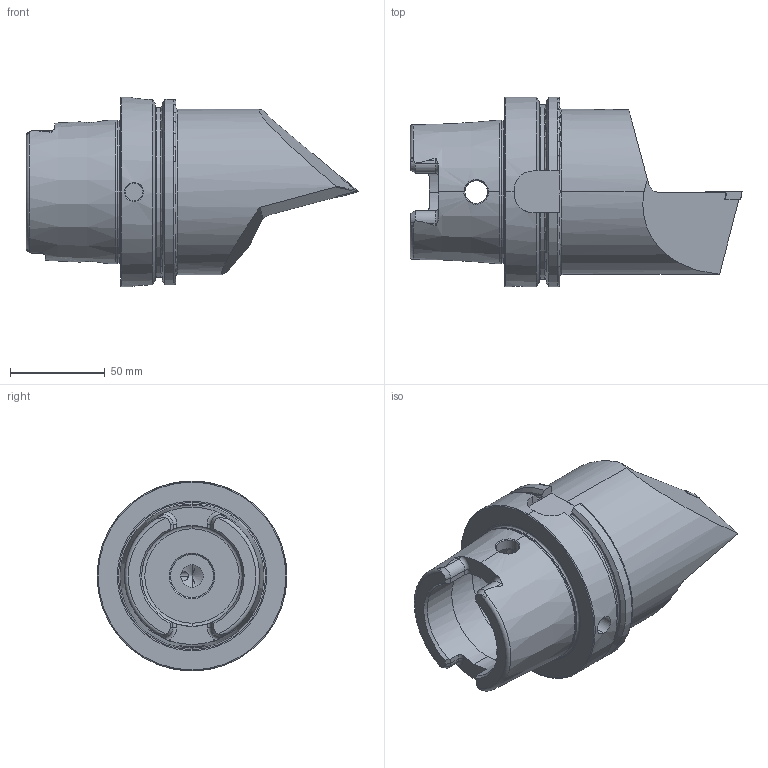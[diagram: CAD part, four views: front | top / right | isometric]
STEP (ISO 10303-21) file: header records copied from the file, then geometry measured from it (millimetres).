
FILE_DESCRIPTION (( 'STEP AP214' ), '1' );
FILE_NAME ('HA0.KDB.NXA.125.STEP', '2024-04-02T11:43:02', ( '' ), ( '' ), 'SwSTEP 2.0', 'SolidWorks 2022', '' );
FILE_SCHEMA (( 'AUTOMOTIVE_DESIGN' ));
Length unit declared in the file: millimetre
Products named in the file (5): KVT_MB_600_060; DCMT11T304; HA0-KDB.NXA.125_A; WCB-ER2.001.009_A; HA0.KDB.NXA.125
Assembly tree (4 placements, depth 2):
  HA0.KDB.NXA.125
    HA0-KDB.NXA.125_A
    DCMT11T304
    WCB-ER2.001.009_A
    KVT_MB_600_060
Bounding box: 174.91 x 100 x 100 mm (x, y, z)
Volume: 542362.1 mm3; surface area: 67875.9 mm2
Topology: 5 solids, 5 shells, 303 faces, 777 edges, 475 vertices
Faces by surface type: cylinder 88, cone 76, plane 76, torus 39, bspline 20, sphere 4
Entity records: 12671 total; most frequent: CARTESIAN_POINT 3906, ORIENTED_EDGE 1524, DIRECTION 1390, EDGE_CURVE 762, AXIS2_PLACEMENT_3D 556, VERTEX_POINT 472, EDGE_LOOP 316, ADVANCED_FACE 303
